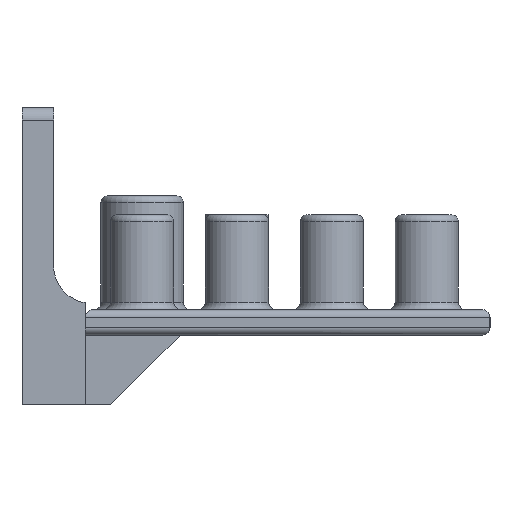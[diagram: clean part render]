
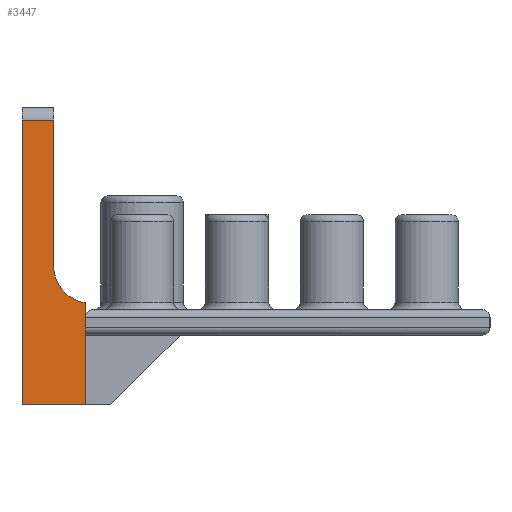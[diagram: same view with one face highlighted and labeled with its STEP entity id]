
A CAD part, left-side view. The second image highlights one B-rep face of the part: STEP entity #3447.
In plain terms, the highlighted face is planar.
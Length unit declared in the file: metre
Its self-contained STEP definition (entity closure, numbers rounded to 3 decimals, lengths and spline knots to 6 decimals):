
#230=CIRCLE('',#3789,0.006);
#558=ORIENTED_EDGE('',*,*,#1303,.F.);
#559=ORIENTED_EDGE('',*,*,#1304,.T.);
#560=ORIENTED_EDGE('',*,*,#1272,.T.);
#561=ORIENTED_EDGE('',*,*,#1286,.F.);
#562=ORIENTED_EDGE('',*,*,#1305,.F.);
#563=ORIENTED_EDGE('',*,*,#1306,.T.);
#1272=EDGE_CURVE('',#1651,#1652,#1990,.T.);
#1286=EDGE_CURVE('',#1664,#1652,#2002,.T.);
#1303=EDGE_CURVE('',#1674,#1675,#2018,.T.);
#1304=EDGE_CURVE('',#1674,#1651,#2019,.T.);
#1305=EDGE_CURVE('',#1676,#1664,#2020,.T.);
#1306=EDGE_CURVE('',#1676,#1675,#230,.T.);
#1651=VERTEX_POINT('',#5683);
#1652=VERTEX_POINT('',#5684);
#1664=VERTEX_POINT('',#5710);
#1674=VERTEX_POINT('',#5745);
#1675=VERTEX_POINT('',#5746);
#1676=VERTEX_POINT('',#5749);
#1990=LINE('',#5682,#2077);
#2002=LINE('',#5711,#2089);
#2018=LINE('',#5744,#2105);
#2019=LINE('',#5747,#2106);
#2020=LINE('',#5748,#2107);
#2077=VECTOR('',#4387,1.);
#2089=VECTOR('',#4405,1.);
#2105=VECTOR('',#4437,1.);
#2106=VECTOR('',#4438,1.);
#2107=VECTOR('',#4439,1.);
#2169=EDGE_LOOP('',(#558,#559,#560,#561,#562,#563));
#2749=FACE_BOUND('',#2169,.T.);
#3328=PLANE('',#3788);
#3447=ADVANCED_FACE('',(#2749),#3328,.F.);
#3788=AXIS2_PLACEMENT_3D('',#5743,#4435,#4436);
#3789=AXIS2_PLACEMENT_3D('',#5750,#4440,#4441);
#4387=DIRECTION('',(0.,0.,-1.));
#4405=DIRECTION('',(1.,0.,0.));
#4435=DIRECTION('',(0.,-1.,0.));
#4436=DIRECTION('',(0.,0.,-1.));
#4437=DIRECTION('',(0.,0.,-1.));
#4438=DIRECTION('',(1.,0.,0.));
#4439=DIRECTION('',(0.,0.,-1.));
#4440=DIRECTION('',(0.,-1.,0.));
#4441=DIRECTION('',(0.,0.,-1.));
#5682=CARTESIAN_POINT('',(-0.005139,0.0055,0.0379));
#5683=CARTESIAN_POINT('',(-0.005139,0.0055,0.0514));
#5684=CARTESIAN_POINT('',(-0.005139,0.0055,0.0064));
#5710=CARTESIAN_POINT('',(-0.015139,0.0055,0.0064));
#5711=CARTESIAN_POINT('',(-0.015139,0.0055,0.0064));
#5743=CARTESIAN_POINT('',(-0.010139,0.0055,0.0379));
#5744=CARTESIAN_POINT('',(-0.010139,0.0055,0.0379));
#5745=CARTESIAN_POINT('',(-0.010139,0.0055,0.0514));
#5746=CARTESIAN_POINT('',(-0.010139,0.0055,0.0284));
#5747=CARTESIAN_POINT('',(-0.010139,0.0055,0.0514));
#5748=CARTESIAN_POINT('',(-0.015139,0.0055,0.0144));
#5749=CARTESIAN_POINT('',(-0.015139,0.0055,0.022484));
#5750=CARTESIAN_POINT('',(-0.016139,0.0055,0.0284));
